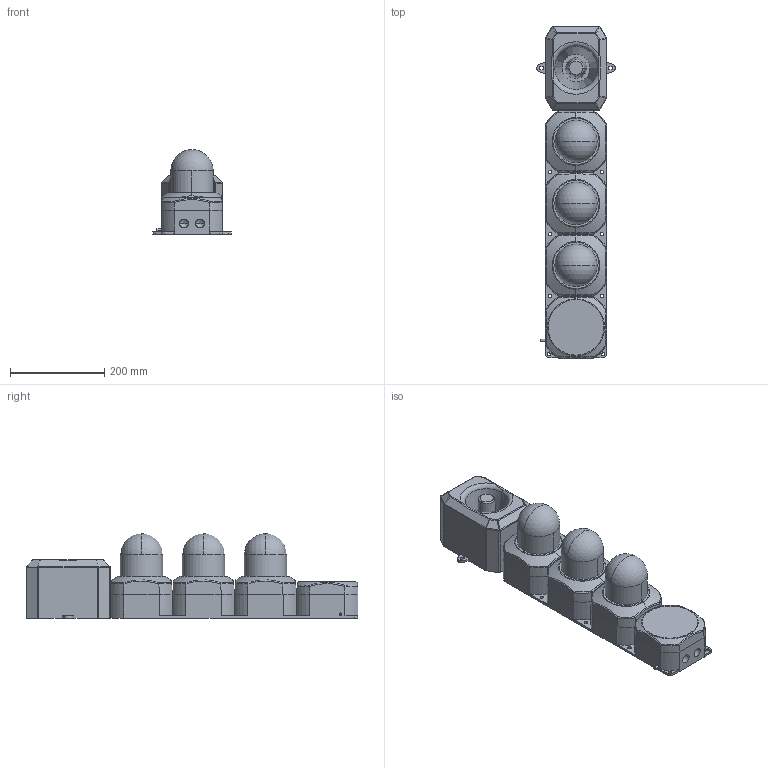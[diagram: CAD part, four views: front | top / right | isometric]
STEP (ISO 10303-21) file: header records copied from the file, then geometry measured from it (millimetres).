
FILE_DESCRIPTION (( 'STEP AP203' ), '1' );
FILE_NAME ('D215-05-158_Issue_1.STEP', '2019-08-16T14:31:01', ( '' ), ( '' ), 'SwSTEP 2.0', 'SolidWorks 2019', '' );
FILE_SCHEMA (( 'CONFIG_CONTROL_DESIGN' ));
Length unit declared in the file: millimetre
Products named in the file (1): D215-05-158_Issue_1
Bounding box: 166.97 x 705.4 x 180 mm (x, y, z)
Volume: 9022329.6 mm3; surface area: 465995.8 mm2
Topology: 1 solids, 7 shells, 298 faces, 736 edges, 429 vertices
Faces by surface type: cylinder 101, plane 83, cone 46, torus 28, sphere 22, bspline 18
Entity records: 10653 total; most frequent: CARTESIAN_POINT 3818, DIRECTION 1416, ORIENTED_EDGE 1412, EDGE_CURVE 706, AXIS2_PLACEMENT_3D 571, VERTEX_POINT 429, EDGE_LOOP 325, ADVANCED_FACE 298
